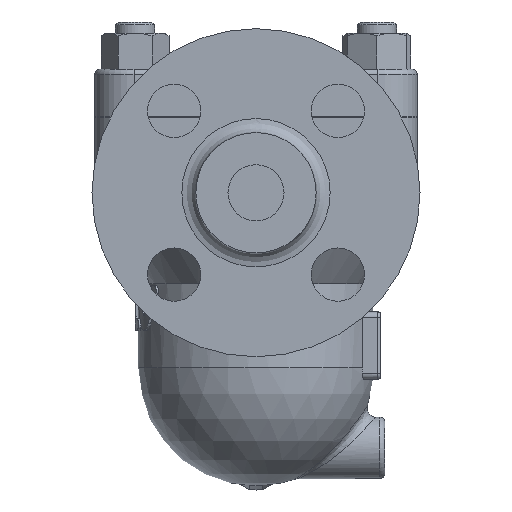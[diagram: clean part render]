
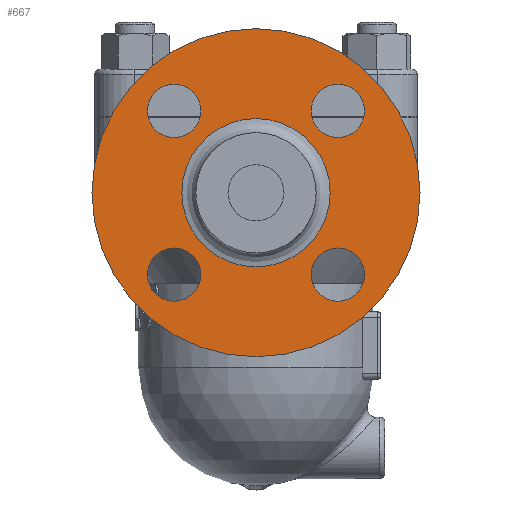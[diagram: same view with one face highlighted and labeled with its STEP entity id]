
A CAD part, left-side view. The second image highlights one B-rep face of the part: STEP entity #667.
In plain terms, the highlighted free-form (B-spline) face has degree [1, 1] with [2, 2] control points.
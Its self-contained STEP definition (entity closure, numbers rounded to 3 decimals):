
#309=CARTESIAN_POINT('',(-120.1,-19.704,22.204));
#310=VERTEX_POINT('',#309);
#311=CARTESIAN_POINT('',(-120.1,-29.204,22.204));
#312=DIRECTION('',(1.0,0.0,0.0));
#313=DIRECTION('',(0.0,1.0,0.0));
#314=AXIS2_PLACEMENT_3D('',#311,#312,#313);
#315=CIRCLE('',#314,9.5);
#316=EDGE_CURVE('',#310,#310,#315,.T.);
#337=CARTESIAN_POINT('',(-120.1,-29.204,-26.704));
#338=VERTEX_POINT('',#337);
#339=CARTESIAN_POINT('',(-120.1,-29.204,-36.204));
#340=DIRECTION('',(1.0,0.0,0.0));
#341=DIRECTION('',(0.0,0.0,1.0));
#342=AXIS2_PLACEMENT_3D('',#339,#340,#341);
#343=CIRCLE('',#342,9.5);
#344=EDGE_CURVE('',#338,#338,#343,.T.);
#365=CARTESIAN_POINT('',(-120.1,19.704,-36.204));
#366=VERTEX_POINT('',#365);
#367=CARTESIAN_POINT('',(-120.1,29.204,-36.204));
#368=DIRECTION('',(1.0,0.0,0.0));
#369=DIRECTION('',(0.0,-1.0,0.0));
#370=AXIS2_PLACEMENT_3D('',#367,#368,#369);
#371=CIRCLE('',#370,9.5);
#372=EDGE_CURVE('',#366,#366,#371,.T.);
#393=CARTESIAN_POINT('',(-120.1,29.204,12.704));
#394=VERTEX_POINT('',#393);
#395=CARTESIAN_POINT('',(-120.1,29.204,22.204));
#396=DIRECTION('',(1.0,0.0,0.0));
#397=DIRECTION('',(0.0,0.0,-1.0));
#398=AXIS2_PLACEMENT_3D('',#395,#396,#397);
#399=CIRCLE('',#398,9.5);
#400=EDGE_CURVE('',#394,#394,#399,.T.);
#512=CARTESIAN_POINT('',(-120.1,0.0,51.5));
#513=VERTEX_POINT('',#512);
#514=CARTESIAN_POINT('',(-120.1,0.0,-7.));
#515=DIRECTION('',(-1.0,0.0,0.0));
#516=DIRECTION('',(0.0,0.0,1.0));
#517=AXIS2_PLACEMENT_3D('',#514,#515,#516);
#518=CIRCLE('',#517,58.5);
#519=EDGE_CURVE('',#513,#513,#518,.T.);
#591=CARTESIAN_POINT('',(-120.1,0.,19.45));
#592=VERTEX_POINT('',#591);
#593=CARTESIAN_POINT('',(-120.1,0.0,-7.));
#594=DIRECTION('',(1.0,0.0,0.0));
#595=DIRECTION('',(0.0,0.0,-1.0));
#596=AXIS2_PLACEMENT_3D('',#593,#594,#595);
#597=CIRCLE('',#596,26.45);
#598=EDGE_CURVE('',#592,#592,#597,.T.);
#644=CARTESIAN_POINT('',(-120.1,58.5,51.5));
#645=CARTESIAN_POINT('',(-120.1,58.5,-65.5));
#646=CARTESIAN_POINT('',(-120.1,-58.5,51.5));
#647=CARTESIAN_POINT('',(-120.1,-58.5,-65.5));
#648=B_SPLINE_SURFACE_WITH_KNOTS('',1,1,((#644,#646),(#645,#647)),.UNSPECIFIED.,.F.,.F.,.U.,(2,2),(2,2),(0.0,117.0),(0.0,117.),.UNSPECIFIED.);
#649=ORIENTED_EDGE('',*,*,#519,.T.);
#650=EDGE_LOOP('',(#649));
#651=FACE_OUTER_BOUND('',#650,.T.);
#652=ORIENTED_EDGE('',*,*,#316,.T.);
#653=EDGE_LOOP('',(#652));
#654=FACE_BOUND('',#653,.T.);
#655=ORIENTED_EDGE('',*,*,#344,.T.);
#656=EDGE_LOOP('',(#655));
#657=FACE_BOUND('',#656,.T.);
#658=ORIENTED_EDGE('',*,*,#372,.T.);
#659=EDGE_LOOP('',(#658));
#660=FACE_BOUND('',#659,.T.);
#661=ORIENTED_EDGE('',*,*,#400,.T.);
#662=EDGE_LOOP('',(#661));
#663=FACE_BOUND('',#662,.T.);
#664=ORIENTED_EDGE('',*,*,#598,.T.);
#665=EDGE_LOOP('',(#664));
#666=FACE_BOUND('',#665,.T.);
#667=ADVANCED_FACE('',(#651,#654,#657,#660,#663,#666),#648,.T.);
